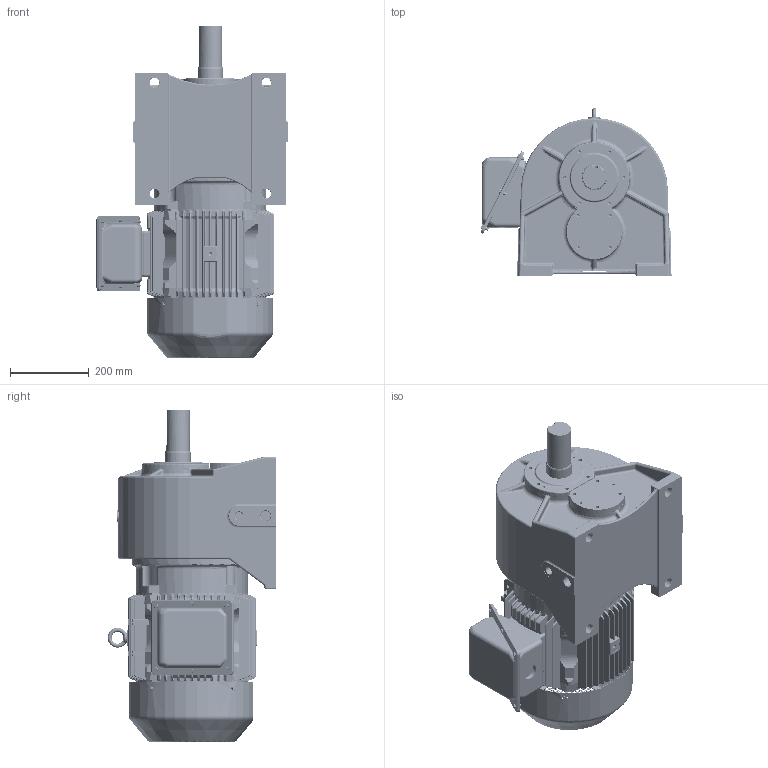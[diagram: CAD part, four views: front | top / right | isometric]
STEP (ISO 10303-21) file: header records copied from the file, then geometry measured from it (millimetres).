
FILE_DESCRIPTION(/* description */ ('Unknown'),/* implementation_level */ '2;1');
FILE_NAME(/* name */ 'EK2DO07181_F_11KW_R5_CUSTOMER',/* time_stamp */ '2019-06-24T10:46:58+09:00',/* author */ ('Unknown'),/* organization */ ('Unknown'),/* preprocessor_version */ 'ST-DEVELOPER v16.7',/* originating_system */ 'DEX',/* authorisation */ $);
FILE_SCHEMA (('AUTOMOTIVE_DESIGN {1 0 10303 214 3 1 1}'));
Products named in the file (19): EK2DO07181_F_11KW_R5_CUSTOMER; DKA0100013_DGKC0056_Casing_R9_CUSTOMER; DKA0700001_DGKD0167; DKA0800200_DGKC0159(11~15KW_1_20_Motor Bracket)_CUSTOMER; DKD0300003_DGKD4097; DKD0300002_DGKD4096; 4-2 FR.160M ROUND FRAME_CUSTOMER; 1-2 FR.160M ROUND FRAME+嬴檜r; FR.160M_ROUND_DMA0300850; M12_嬴檜; 2-1 �ݺ��� �����+��켓+후드+볼트; DSMW10387_饶3; M6x8_饶靛; 3-1 FR.160~180辨 繹っ; DSMW10142_欽濠4; 陛蝶鰍_; DSMW10143_ī1; M6x15_蘋夥8
Assembly tree (26 placements, depth 4):
  EK2DO07181_F_11KW_R5_CUSTOMER
    DKA0100013_DGKC0056_Casing_R9_CUSTOMER
    DKA0700001_DGKD0167
    DKA0800200_DGKC0159(11~15KW_1_20_Motor Bracket)_CUSTOMER
    DKD0300003_DGKD4097
    DKD0300002_DGKD4096
    4-2 FR.160M ROUND FRAME_CUSTOMER
      1-2 FR.160M ROUND FRAME+嬴檜r
        FR.160M_ROUND_DMA0300850
        M12_嬴檜
      2-1 �ݺ��� �����+��켓+후드+볼트
        DSMW10387_饶3
        M6x8_饶靛  x4
      3-1 FR.160~180辨 繹っ
        DSMW10142_欽濠4
        陛蝶鰍_
        DSMW10143_ī1
        陛蝶鰍_
        M6x15_蘋夥8  x6
Bounding box: 485.14 x 428 x 842.95 mm (x, y, z)
Volume: 57373272.8 mm3; surface area: 2682741.8 mm2
Topology: 22 solids, 22 shells, 5882 faces, 15597 edges, 9738 vertices
Faces by surface type: cylinder 2371, plane 1818, bspline 1157, torus 269, cone 217, sphere 50
Full cylindrical faces by diameter (mm): 2.6 x4, 5 x6, 6 x10, 6.647 x28, 7 x12, 8 x6, 8.376 x24, 9 x11, 9.4 x1, 10 x2, 10.106 x2, 11 x4, 12 x15, 13.835 x2, 19.294 x1, 20 x6, 20.376 x2, 24 x4, 25 x1, 25.279 x1, 30 x1, 32 x2, 35 x1, 42 x1, 60 x2, 65 x1, 67 x1, 70 x1, 75 x1, 80 x1
Entity records: 194363 total; most frequent: CARTESIAN_POINT 55899, ORIENTED_EDGE 29714, DIRECTION 27933, EDGE_CURVE 14857, AXIS2_PLACEMENT_3D 10541, VERTEX_POINT 9440, LINE 6851, VECTOR 6851
